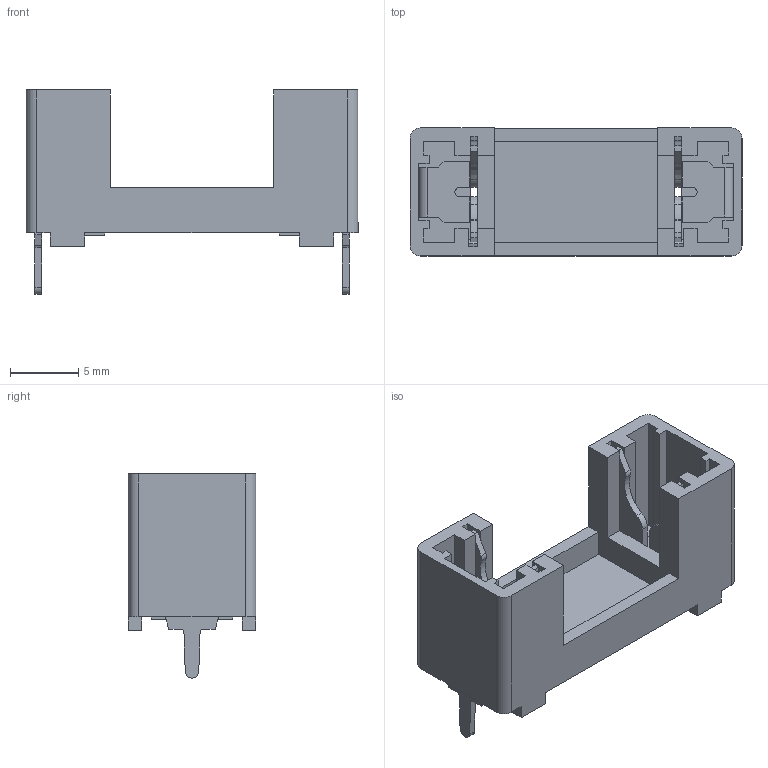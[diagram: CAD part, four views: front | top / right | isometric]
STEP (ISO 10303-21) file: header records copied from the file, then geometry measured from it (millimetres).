
FILE_DESCRIPTION(/* description */ ('Unknown'),/* implementation_level */ '2;1');
FILE_NAME(/* name */ '696108003002',/* time_stamp */ '2022-04-04T15:27:03+02:00',/* author */ ('Unknown'),/* organization */ ('Unknown'),/* preprocessor_version */ 'ST-DEVELOPER v16.7',/* originating_system */ 'Solid Edge',/* authorisation */ 'Unknown');
FILE_SCHEMA (('AUTOMOTIVE_DESIGN {1 0 10303 214 3 1 1}'));
Length unit declared in the file: millimetre
Products named in the file (2): 696108003002
Assembly tree (1 placements, depth 2):
  696108003002
    696108003002
Bounding box: 24.4 x 9.4 x 15 mm (x, y, z)
Volume: 861.7 mm3; surface area: 1808.4 mm2
Topology: 1 solids, 1 shells, 204 faces, 616 edges, 404 vertices
Faces by surface type: plane 174, cylinder 30
Entity records: 8307 total; most frequent: ORIENTED_EDGE 1232, CARTESIAN_POINT 1226, DIRECTION 1092, EDGE_CURVE 616, LINE 552, VECTOR 552, VERTEX_POINT 404, AXIS2_PLACEMENT_3D 270
